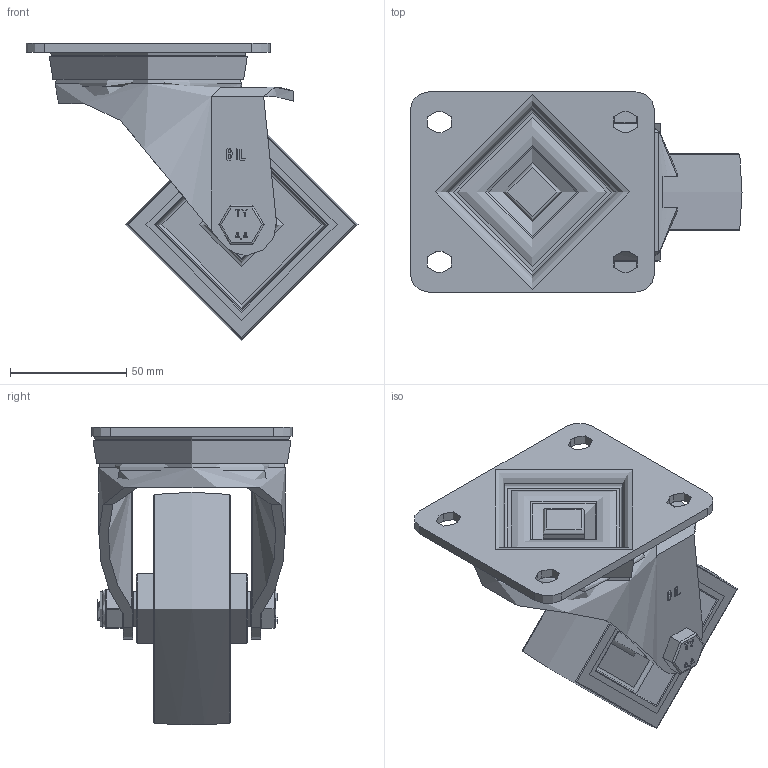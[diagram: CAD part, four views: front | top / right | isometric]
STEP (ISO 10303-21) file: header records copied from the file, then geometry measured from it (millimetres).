
FILE_DESCRIPTION(/* description */ (''),/* implementation_level */ '2;1');
FILE_NAME(/* name */ 'BZH100NP.step',/* time_stamp */ '2025-06-03T10:57:39+01:00',/* author */ (''),/* organization */ (''),/* preprocessor_version */ 'ST-DEVELOPER v20.1',/* originating_system */ 'Autodesk Translation Framework v14.10.0.0',/* authorisation */ '');
FILE_SCHEMA (('AUTOMOTIVE_DESIGN { 1 0 10303 214 3 1 1 }'));
Length unit declared in the file: millimetre
Products named in the file (16): BZH100NP; BZH100AS - 2 v1; ZINC PLATED, PRESSED STEEL TOP PLATE (1); ZINC PLATED, PRESSED STEEL FORKS (1); BEARING SEAL; BZH100WNP61 v1; POLYURETHANE TYRE; NYLON RIM; TUBEM15X50 v1; ZINC PLATED AXLE TUBE; HEXBOLTM10X70Z8.8 v2; GRADE 8.8 THREADED ZINC PLATED BOLT; NYLOCM10Z v1; NYLOC NUT; RUBBER; NUT
Assembly tree (15 placements, depth 4):
  BZH100NP
    BZH100AS - 2 v1
      ZINC PLATED, PRESSED STEEL TOP PLATE (1)
      ZINC PLATED, PRESSED STEEL FORKS (1)
      BEARING SEAL
    BZH100WNP61 v1
      POLYURETHANE TYRE
      NYLON RIM
    TUBEM15X50 v1
      ZINC PLATED AXLE TUBE
    HEXBOLTM10X70Z8.8 v2
      GRADE 8.8 THREADED ZINC PLATED BOLT
    NYLOCM10Z v1
      NYLOC NUT
        RUBBER
        NUT
Bounding box: 142.5 x 86 x 127.89 mm (x, y, z)
Volume: 300424.6 mm3; surface area: 124707.8 mm2
Topology: 9 solids, 9 shells, 386 faces, 930 edges, 588 vertices
Faces by surface type: plane 171, cylinder 119, bspline 51, torus 22, sphere 12, cone 11
Full cylindrical faces by diameter (mm): 8.141 x18, 9.85 x19, 10 x3, 10.2 x2, 10.5 x1, 12 x2, 15 x1, 15.4 x1, 16 x2, 20 x1, 25 x2, 30 x2, 31 x1, 32 x1, 50.5 x1, 72 x1, 80 x1, 82 x2
Entity records: 17882 total; most frequent: CARTESIAN_POINT 8721, ORIENTED_EDGE 1860, DIRECTION 1725, EDGE_CURVE 930, AXIS2_PLACEMENT_3D 628, VERTEX_POINT 588, LINE 469, VECTOR 469
